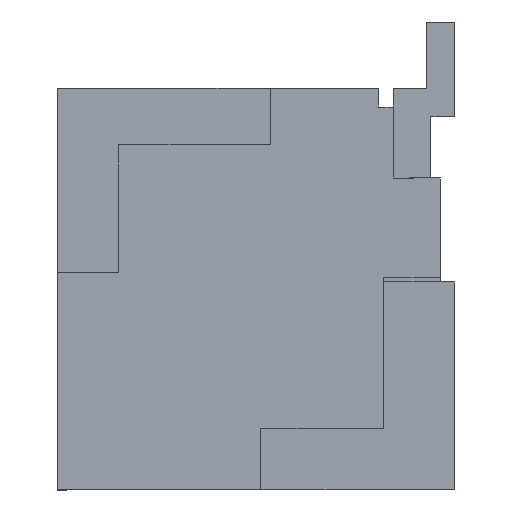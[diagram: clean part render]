
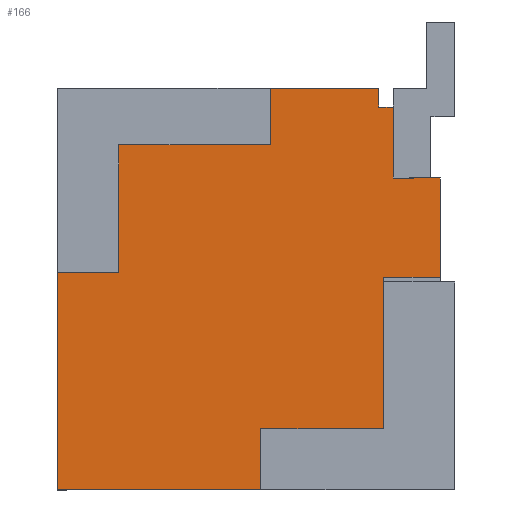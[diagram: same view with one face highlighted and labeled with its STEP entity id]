
A CAD part, left-side view. The second image highlights one B-rep face of the part: STEP entity #166.
In plain terms, the highlighted planar face has unit normal (-1, 0, 0).
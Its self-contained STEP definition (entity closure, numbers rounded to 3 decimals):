
#166=ADVANCED_FACE('',(#358),#3200,.T.);
#358=FACE_OUTER_BOUND('',#550,.T.);
#550=EDGE_LOOP('',(#979,#980,#981,#982,#983,#984,#985,#986,#987,#988,#989,
#990,#991,#992,#993,#994));
#979=ORIENTED_EDGE('',*,*,#1844,.F.);
#980=ORIENTED_EDGE('',*,*,#1845,.F.);
#981=ORIENTED_EDGE('',*,*,#1846,.F.);
#982=ORIENTED_EDGE('',*,*,#1847,.F.);
#983=ORIENTED_EDGE('',*,*,#1848,.F.);
#984=ORIENTED_EDGE('',*,*,#1849,.F.);
#985=ORIENTED_EDGE('',*,*,#1850,.F.);
#986=ORIENTED_EDGE('',*,*,#1851,.F.);
#987=ORIENTED_EDGE('',*,*,#1852,.F.);
#988=ORIENTED_EDGE('',*,*,#1853,.F.);
#989=ORIENTED_EDGE('',*,*,#1823,.T.);
#990=ORIENTED_EDGE('',*,*,#1842,.T.);
#991=ORIENTED_EDGE('',*,*,#1854,.F.);
#992=ORIENTED_EDGE('',*,*,#1855,.F.);
#993=ORIENTED_EDGE('',*,*,#1856,.F.);
#994=ORIENTED_EDGE('',*,*,#1843,.F.);
#1823=EDGE_CURVE('',#2887,#2886,#2385,.T.);
#1842=EDGE_CURVE('',#2886,#2901,#2404,.T.);
#1843=EDGE_CURVE('',#2902,#2903,#2405,.T.);
#1844=EDGE_CURVE('',#2904,#2902,#2406,.T.);
#1845=EDGE_CURVE('',#2905,#2904,#2407,.T.);
#1846=EDGE_CURVE('',#2906,#2905,#2408,.T.);
#1847=EDGE_CURVE('',#2907,#2906,#2409,.T.);
#1848=EDGE_CURVE('',#2908,#2907,#2410,.T.);
#1849=EDGE_CURVE('',#2909,#2908,#2411,.T.);
#1850=EDGE_CURVE('',#2910,#2909,#2412,.T.);
#1851=EDGE_CURVE('',#2911,#2910,#2413,.T.);
#1852=EDGE_CURVE('',#2912,#2911,#2414,.T.);
#1853=EDGE_CURVE('',#2887,#2912,#2415,.T.);
#1854=EDGE_CURVE('',#2913,#2901,#2416,.T.);
#1855=EDGE_CURVE('',#2914,#2913,#2417,.T.);
#1856=EDGE_CURVE('',#2903,#2914,#2418,.T.);
#2385=B_SPLINE_CURVE_WITH_KNOTS('',1,(#4412,#4413),.UNSPECIFIED.,.F.,.F.,
(2,2),(0.,0.5),.UNSPECIFIED.);
#2404=B_SPLINE_CURVE_WITH_KNOTS('',1,(#4450,#4451),.UNSPECIFIED.,.F.,.F.,
(2,2),(0.,0.75),.UNSPECIFIED.);
#2405=B_SPLINE_CURVE_WITH_KNOTS('',1,(#4452,#4453),.UNSPECIFIED.,.F.,.F.,
(2,2),(-0.6,0.),.UNSPECIFIED.);
#2406=B_SPLINE_CURVE_WITH_KNOTS('',1,(#4454,#4455),.UNSPECIFIED.,.F.,.F.,
(2,2),(-1.6,0.),.UNSPECIFIED.);
#2407=B_SPLINE_CURVE_WITH_KNOTS('',1,(#4456,#4457),.UNSPECIFIED.,.F.,.F.,
(2,2),(-1.35,0.),.UNSPECIFIED.);
#2408=B_SPLINE_CURVE_WITH_KNOTS('',1,(#4458,#4459),.UNSPECIFIED.,.F.,.F.,
(2,2),(-0.65,0.),.UNSPECIFIED.);
#2409=B_SPLINE_CURVE_WITH_KNOTS('',1,(#4460,#4461),.UNSPECIFIED.,.F.,.F.,
(2,2),(0.,2.3),.UNSPECIFIED.);
#2410=B_SPLINE_CURVE_WITH_KNOTS('',1,(#4462,#4463),.UNSPECIFIED.,.F.,.F.,
(2,2),(-2.15,0.),.UNSPECIFIED.);
#2411=B_SPLINE_CURVE_WITH_KNOTS('',1,(#4464,#4465),.UNSPECIFIED.,.F.,.F.,
(2,2),(-0.65,0.),.UNSPECIFIED.);
#2412=B_SPLINE_CURVE_WITH_KNOTS('',1,(#4466,#4467),.UNSPECIFIED.,.F.,.F.,
(2,2),(-1.3,0.),.UNSPECIFIED.);
#2413=B_SPLINE_CURVE_WITH_KNOTS('',1,(#4468,#4469),.UNSPECIFIED.,.F.,.F.,
(2,2),(-1.6,0.),.UNSPECIFIED.);
#2414=B_SPLINE_CURVE_WITH_KNOTS('',1,(#4470,#4471),.UNSPECIFIED.,.F.,.F.,
(2,2),(-0.6,0.),.UNSPECIFIED.);
#2415=B_SPLINE_CURVE_WITH_KNOTS('',1,(#4472,#4473),.UNSPECIFIED.,.F.,.F.,
(2,2),(-1.05,0.),.UNSPECIFIED.);
#2416=B_SPLINE_CURVE_WITH_KNOTS('',1,(#4474,#4475),.UNSPECIFIED.,.F.,.F.,
(2,2),(-0.15,0.),.UNSPECIFIED.);
#2417=B_SPLINE_CURVE_WITH_KNOTS('',1,(#4476,#4477),.UNSPECIFIED.,.F.,.F.,
(2,2),(-0.2,0.),.UNSPECIFIED.);
#2418=B_SPLINE_CURVE_WITH_KNOTS('',1,(#4478,#4479),.UNSPECIFIED.,.F.,.F.,
(2,2),(0.,1.15),.UNSPECIFIED.);
#2886=VERTEX_POINT('',#4316);
#2887=VERTEX_POINT('',#4317);
#2901=VERTEX_POINT('',#4331);
#2902=VERTEX_POINT('',#4332);
#2903=VERTEX_POINT('',#4333);
#2904=VERTEX_POINT('',#4334);
#2905=VERTEX_POINT('',#4335);
#2906=VERTEX_POINT('',#4336);
#2907=VERTEX_POINT('',#4337);
#2908=VERTEX_POINT('',#4338);
#2909=VERTEX_POINT('',#4339);
#2910=VERTEX_POINT('',#4340);
#2911=VERTEX_POINT('',#4341);
#2912=VERTEX_POINT('',#4342);
#2913=VERTEX_POINT('',#4343);
#2914=VERTEX_POINT('',#4344);
#3200=PLANE('',#3412);
#3412=AXIS2_PLACEMENT_3D('',#4270,#3607,$);
#3607=DIRECTION('',(-1.,0.,0.));
#4270=CARTESIAN_POINT('',(-10.75,4.281,4.151));
#4316=CARTESIAN_POINT('',(-10.75,0.325,2.775));
#4317=CARTESIAN_POINT('',(-10.75,-0.175,2.775));
#4331=CARTESIAN_POINT('',(-10.75,0.325,3.525));
#4332=CARTESIAN_POINT('',(-10.75,1.625,3.125));
#4333=CARTESIAN_POINT('',(-10.75,1.625,3.725));
#4334=CARTESIAN_POINT('',(-10.75,3.225,3.125));
#4335=CARTESIAN_POINT('',(-10.75,3.225,1.775));
#4336=CARTESIAN_POINT('',(-10.75,3.875,1.775));
#4337=CARTESIAN_POINT('',(-10.75,3.875,-0.525));
#4338=CARTESIAN_POINT('',(-10.75,1.725,-0.525));
#4339=CARTESIAN_POINT('',(-10.75,1.725,0.125));
#4340=CARTESIAN_POINT('',(-10.75,0.425,0.125));
#4341=CARTESIAN_POINT('',(-10.75,0.425,1.725));
#4342=CARTESIAN_POINT('',(-10.75,-0.175,1.725));
#4343=CARTESIAN_POINT('',(-10.75,0.475,3.525));
#4344=CARTESIAN_POINT('',(-10.75,0.475,3.725));
#4412=CARTESIAN_POINT('',(-10.75,-0.175,2.775));
#4413=CARTESIAN_POINT('',(-10.75,0.325,2.775));
#4450=CARTESIAN_POINT('',(-10.75,0.325,2.775));
#4451=CARTESIAN_POINT('',(-10.75,0.325,3.525));
#4452=CARTESIAN_POINT('',(-10.75,1.625,3.125));
#4453=CARTESIAN_POINT('',(-10.75,1.625,3.725));
#4454=CARTESIAN_POINT('',(-10.75,3.225,3.125));
#4455=CARTESIAN_POINT('',(-10.75,1.625,3.125));
#4456=CARTESIAN_POINT('',(-10.75,3.225,1.775));
#4457=CARTESIAN_POINT('',(-10.75,3.225,3.125));
#4458=CARTESIAN_POINT('',(-10.75,3.875,1.775));
#4459=CARTESIAN_POINT('',(-10.75,3.225,1.775));
#4460=CARTESIAN_POINT('',(-10.75,3.875,-0.525));
#4461=CARTESIAN_POINT('',(-10.75,3.875,1.775));
#4462=CARTESIAN_POINT('',(-10.75,1.725,-0.525));
#4463=CARTESIAN_POINT('',(-10.75,3.875,-0.525));
#4464=CARTESIAN_POINT('',(-10.75,1.725,0.125));
#4465=CARTESIAN_POINT('',(-10.75,1.725,-0.525));
#4466=CARTESIAN_POINT('',(-10.75,0.425,0.125));
#4467=CARTESIAN_POINT('',(-10.75,1.725,0.125));
#4468=CARTESIAN_POINT('',(-10.75,0.425,1.725));
#4469=CARTESIAN_POINT('',(-10.75,0.425,0.125));
#4470=CARTESIAN_POINT('',(-10.75,-0.175,1.725));
#4471=CARTESIAN_POINT('',(-10.75,0.425,1.725));
#4472=CARTESIAN_POINT('',(-10.75,-0.175,2.775));
#4473=CARTESIAN_POINT('',(-10.75,-0.175,1.725));
#4474=CARTESIAN_POINT('',(-10.75,0.475,3.525));
#4475=CARTESIAN_POINT('',(-10.75,0.325,3.525));
#4476=CARTESIAN_POINT('',(-10.75,0.475,3.725));
#4477=CARTESIAN_POINT('',(-10.75,0.475,3.525));
#4478=CARTESIAN_POINT('',(-10.75,1.625,3.725));
#4479=CARTESIAN_POINT('',(-10.75,0.475,3.725));
